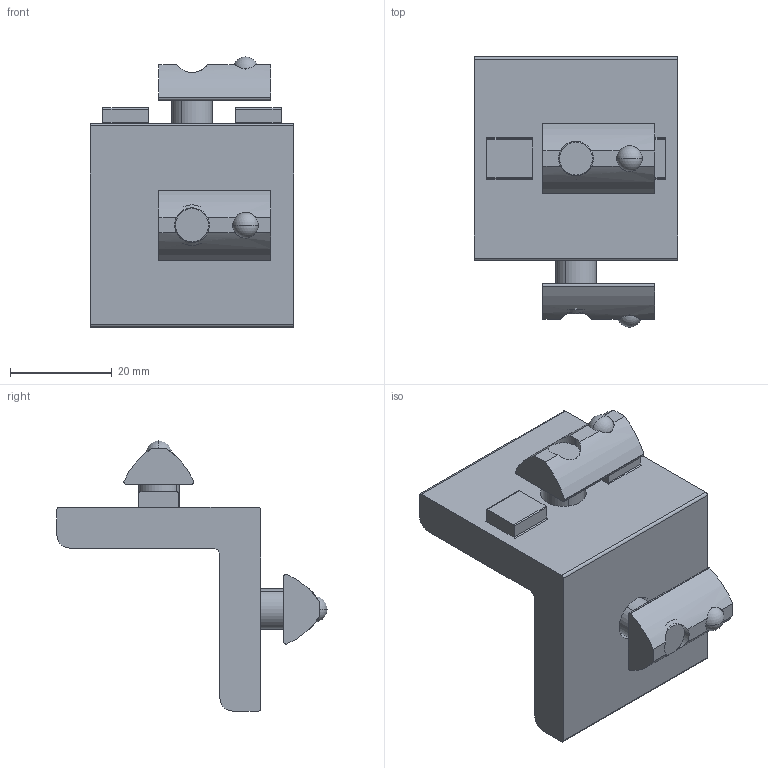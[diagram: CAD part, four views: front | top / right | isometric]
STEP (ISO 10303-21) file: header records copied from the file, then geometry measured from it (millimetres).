
FILE_DESCRIPTION (( 'STEP AP214' ), '1' );
FILE_NAME ('FIXE08E1440-Kit équerre 8 40 Al 8mm -avec visserie.step', '2023-03-24T09:27:51', ( 'Altae' ), ( '' ), 'SwSTEP 2.0', 'SolidWorks 2021', '' );
FILE_SCHEMA (( 'AUTOMOTIVE_DESIGN' ));
Length unit declared in the file: millimetre
Products named in the file (4): 02^FIXE08E1440-Kit équerre 8 40 Al 8mm -avec visserie; 03^FIXE08E1440-Kit équerre 8 40 Al 8mm -avec visserie; FIXE08E1440-Kit équerre 8 40 Al 8mm -avec visserie; 01^FIXE08E1440-Kit équerre 8 40 Al 8mm -avec visserie
Assembly tree (5 placements, depth 2):
  FIXE08E1440-Kit équerre 8 40 Al 8mm -avec visserie
    01^FIXE08E1440-Kit équerre 8 40 Al 8mm -avec visserie
    02^FIXE08E1440-Kit équerre 8 40 Al 8mm -avec visserie  x2
    03^FIXE08E1440-Kit équerre 8 40 Al 8mm -avec visserie  x2
Bounding box: 40 x 53.03 x 53.03 mm (x, y, z)
Volume: 26489.3 mm3; surface area: 11687.6 mm2
Topology: 5 solids, 7 shells, 128 faces, 308 edges, 196 vertices
Faces by surface type: plane 54, cylinder 46, cone 20, sphere 8
Entity records: 2744 total; most frequent: CARTESIAN_POINT 518, DIRECTION 468, ORIENTED_EDGE 412, EDGE_CURVE 206, AXIS2_PLACEMENT_3D 174, VERTEX_POINT 132, LINE 120, VECTOR 120
